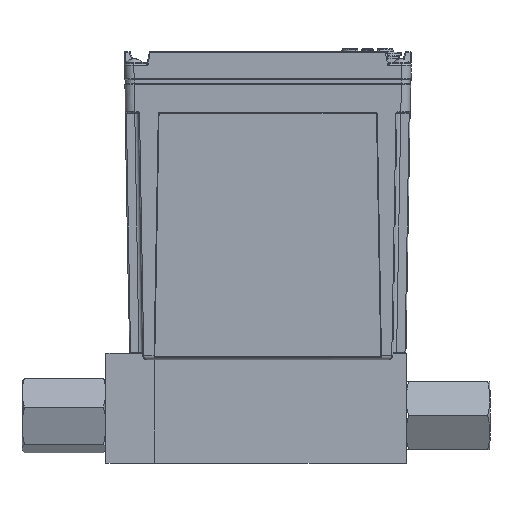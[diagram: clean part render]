
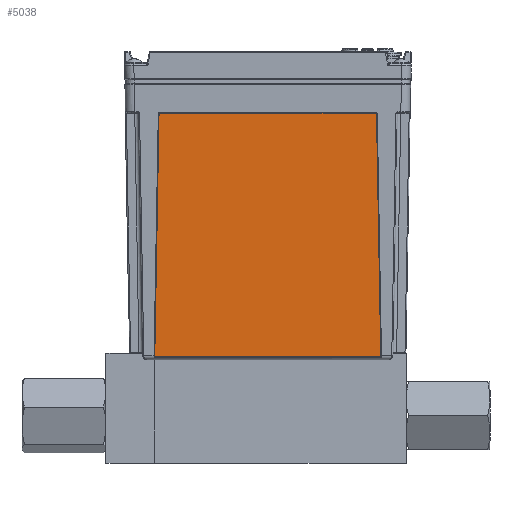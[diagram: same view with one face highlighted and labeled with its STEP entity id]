
A CAD part, top view. The second image highlights one B-rep face of the part: STEP entity #5038.
In plain terms, the highlighted planar face has unit normal (0, -0.018, 1).
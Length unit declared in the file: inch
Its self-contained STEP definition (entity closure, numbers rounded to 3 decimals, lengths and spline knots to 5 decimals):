
#728 = CARTESIAN_POINT ( 'NONE',  ( -2.74315, 0.82953, 0.96338 ) ) ;
#730 = DIRECTION ( 'NONE',  ( 0., -0.017, 1. ) ) ;
#732 = DIRECTION ( 'NONE',  ( 1., 0., 0. ) ) ;
#1779 = ORIENTED_EDGE ( 'NONE', *, *, #23933, .T. ) ;
#1790 = ORIENTED_EDGE ( 'NONE', *, *, #13163, .T. ) ;
#1803 = ORIENTED_EDGE ( 'NONE', *, *, #24015, .T. ) ;
#1823 = ORIENTED_EDGE ( 'NONE', *, *, #23679, .T. ) ;
#1829 = ORIENTED_EDGE ( 'NONE', *, *, #23968, .T. ) ;
#1915 = CARTESIAN_POINT ( 'NONE',  ( -2.67685, 4.61895, 1.02953 ) ) ;
#1917 = DIRECTION ( 'NONE',  ( 0., -0.017, 1. ) ) ;
#1919 = DIRECTION ( 'NONE',  ( 1., 0., 0. ) ) ;
#1953 = ORIENTED_EDGE ( 'NONE', *, *, #13021, .T. ) ;
#1955 = ORIENTED_EDGE ( 'NONE', *, *, #24005, .T. ) ;
#2266 = ORIENTED_EDGE ( 'NONE', *, *, #12882, .T. ) ;
#4241 = VECTOR ( 'NONE', #33174, 39.37008 ) ;
#5038 = ADVANCED_FACE ( 'NONE', ( #29835 ), #36220, .T. ) ;
#6985 = CIRCLE ( 'NONE', #6986, 0.02 ) ;
#6986 = AXIS2_PLACEMENT_3D ( 'NONE', #28733, #28734, #28735 ) ;
#8039 = DIRECTION ( 'NONE',  ( 1., 0., 0. ) ) ;
#8041 = DIRECTION ( 'NONE',  ( 0., -0.017, 1. ) ) ;
#8042 = CARTESIAN_POINT ( 'NONE',  ( 0.77015, 0.82953, 0.96338 ) ) ;
#9399 = AXIS2_PLACEMENT_3D ( 'NONE', #36201, #36221, #24065 ) ;
#9997 = VECTOR ( 'NONE', #31693, 39.37008 ) ;
#12882 = EDGE_CURVE ( 'NONE', #14393, #14586, #21415, .T. ) ;
#13021 = EDGE_CURVE ( 'NONE', #14586, #14480, #27647, .T. ) ;
#13163 = EDGE_CURVE ( 'NONE', #14480, #14434, #32792, .T. ) ;
#14393 = VERTEX_POINT ( 'NONE', #31837 ) ;
#14434 = VERTEX_POINT ( 'NONE', #31505 ) ;
#14464 = VERTEX_POINT ( 'NONE', #21849 ) ;
#14480 = VERTEX_POINT ( 'NONE', #21870 ) ;
#14537 = VERTEX_POINT ( 'NONE', #21929 ) ;
#14560 = VERTEX_POINT ( 'NONE', #21952 ) ;
#14586 = VERTEX_POINT ( 'NONE', #21984 ) ;
#14590 = VERTEX_POINT ( 'NONE', #21989 ) ;
#16854 = VECTOR ( 'NONE', #21417, 39.37008 ) ;
#19904 = DIRECTION ( 'NONE',  ( -0.017, -1., -0.017 ) ) ;
#20011 = LINE ( 'NONE', #20317, #28493 ) ;
#20317 = CARTESIAN_POINT ( 'NONE',  ( -2.6965, 4.63895, 1.02987 ) ) ;
#21415 = LINE ( 'NONE', #21416, #16854 ) ;
#21416 = CARTESIAN_POINT ( 'NONE',  ( -2.7635, 0.80953, 0.96303 ) ) ;
#21417 = DIRECTION ( 'NONE',  ( 1., 0., 0. ) ) ;
#21849 = CARTESIAN_POINT ( 'NONE',  ( -2.76314, 0.82988, 0.96339 ) ) ;
#21870 = CARTESIAN_POINT ( 'NONE',  ( 0.79014, 0.82988, 0.96339 ) ) ;
#21929 = CARTESIAN_POINT ( 'NONE',  ( 0.70385, 4.63895, 1.02987 ) ) ;
#21952 = CARTESIAN_POINT ( 'NONE',  ( -2.69684, 4.6193, 1.02953 ) ) ;
#21984 = CARTESIAN_POINT ( 'NONE',  ( 0.77015, 0.80953, 0.96303 ) ) ;
#21989 = CARTESIAN_POINT ( 'NONE',  ( -2.67685, 4.63895, 1.02987 ) ) ;
#23679 = EDGE_CURVE ( 'NONE', #14434, #14537, #6985, .T. ) ;
#23933 = EDGE_CURVE ( 'NONE', #14537, #14590, #31697, .T. ) ;
#23968 = EDGE_CURVE ( 'NONE', #14464, #14393, #34587, .T. ) ;
#24005 = EDGE_CURVE ( 'NONE', #14560, #14464, #20011, .T. ) ;
#24015 = EDGE_CURVE ( 'NONE', #14590, #14560, #34776, .T. ) ;
#24065 = DIRECTION ( 'NONE',  ( 1., 0., 0. ) ) ;
#25639 = EDGE_LOOP ( 'NONE', ( #2266, #1953, #1790, #1823, #1779, #1803, #1955, #1829 ) ) ;
#27121 = AXIS2_PLACEMENT_3D ( 'NONE', #8042, #8041, #8039 ) ;
#27647 = CIRCLE ( 'NONE', #27121, 0.02 ) ;
#28493 = VECTOR ( 'NONE', #19904, 39.37008 ) ;
#28733 = CARTESIAN_POINT ( 'NONE',  ( 0.70385, 4.61895, 1.02953 ) ) ;
#28734 = DIRECTION ( 'NONE',  ( 0., -0.017, 1. ) ) ;
#28735 = DIRECTION ( 'NONE',  ( 1., 0., 0. ) ) ;
#29835 = FACE_OUTER_BOUND ( 'NONE', #25639, .T. ) ;
#31505 = CARTESIAN_POINT ( 'NONE',  ( 0.72384, 4.6193, 1.02953 ) ) ;
#31693 = DIRECTION ( 'NONE',  ( -1., 0., 0. ) ) ;
#31694 = CARTESIAN_POINT ( 'NONE',  ( 0.7235, 4.63895, 1.02987 ) ) ;
#31697 = LINE ( 'NONE', #31694, #9997 ) ;
#31837 = CARTESIAN_POINT ( 'NONE',  ( -2.74315, 0.80953, 0.96303 ) ) ;
#32792 = LINE ( 'NONE', #33261, #4241 ) ;
#33174 = DIRECTION ( 'NONE',  ( -0.017, 1., 0.017 ) ) ;
#33261 = CARTESIAN_POINT ( 'NONE',  ( 0.7905, 0.80953, 0.96303 ) ) ;
#34587 = CIRCLE ( 'NONE', #34588, 0.02 ) ;
#34588 = AXIS2_PLACEMENT_3D ( 'NONE', #728, #730, #732 ) ;
#34776 = CIRCLE ( 'NONE', #34777, 0.02 ) ;
#34777 = AXIS2_PLACEMENT_3D ( 'NONE', #1915, #1917, #1919 ) ;
#36201 = CARTESIAN_POINT ( 'NONE',  ( -0.9865, 4.63895, 1.02987 ) ) ;
#36220 = PLANE ( 'NONE',  #9399 ) ;
#36221 = DIRECTION ( 'NONE',  ( 0., -0.017, 1. ) ) ;
